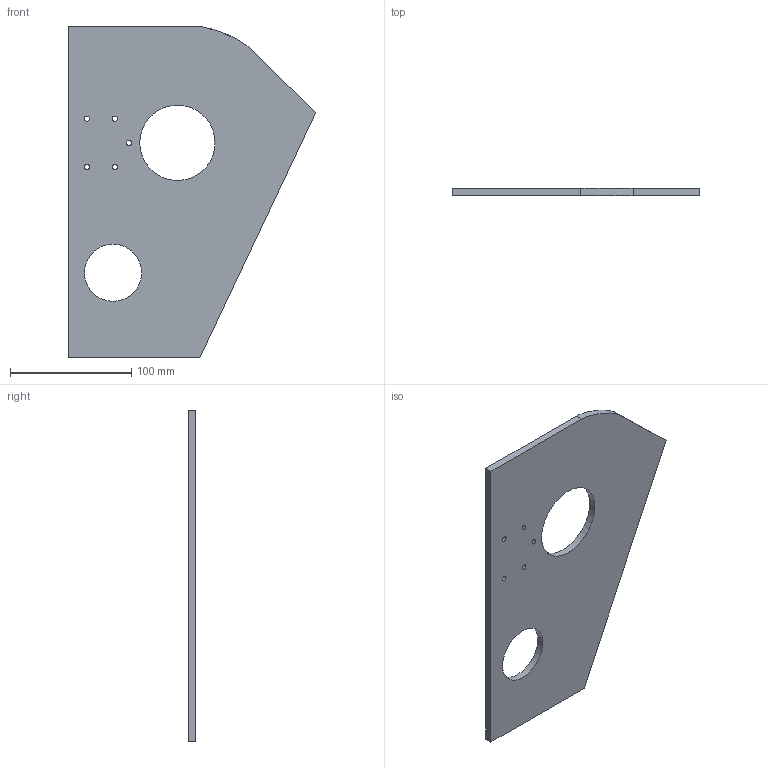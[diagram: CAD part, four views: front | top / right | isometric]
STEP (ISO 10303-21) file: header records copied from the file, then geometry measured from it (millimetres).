
FILE_DESCRIPTION(/* description */ (''),/* implementation_level */ '2;1');
FILE_NAME(/* name */ 'plaque cadre gauche v9.step',/* time_stamp */ '2023-11-24T11:04:54+01:00',/* author */ (''),/* organization */ (''),/* preprocessor_version */ 'ST-DEVELOPER v20',/* originating_system */ 'Autodesk Translation Framework v12.14.0.127',/* authorisation */ '');
FILE_SCHEMA (('AUTOMOTIVE_DESIGN { 1 0 10303 214 3 1 1 }'));
Length unit declared in the file: millimetre
Products named in the file (1): plaque cadre gauche
Bounding box: 204 x 6 x 273 mm (x, y, z)
Volume: 231085.3 mm3; surface area: 84492.3 mm2
Topology: 1 solids, 1 shells, 15 faces, 39 edges, 26 vertices
Faces by surface type: plane 7, cylinder 7, bspline 1
Full cylindrical faces by diameter (mm): 4.234 x5, 47 x1, 62 x1
Entity records: 602 total; most frequent: CARTESIAN_POINT 162, DIRECTION 81, ORIENTED_EDGE 78, EDGE_CURVE 39, EDGE_LOOP 29, AXIS2_PLACEMENT_3D 29, VERTEX_POINT 26, LINE 23
